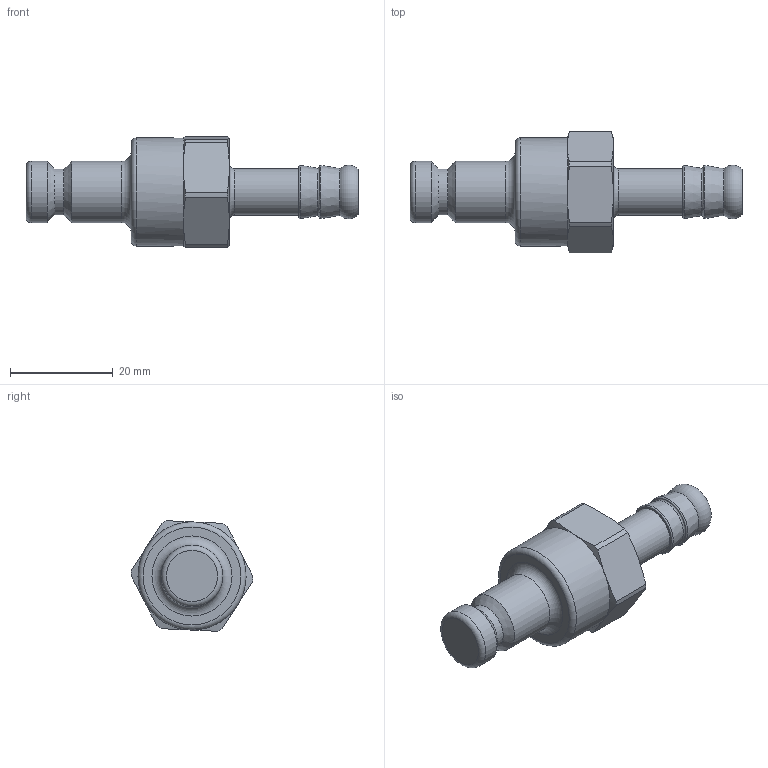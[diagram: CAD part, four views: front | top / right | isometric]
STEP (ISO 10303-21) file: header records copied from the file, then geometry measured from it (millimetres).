
FILE_DESCRIPTION((''),'2;1');
FILE_NAME('52sbtf09spn.stp','2014-11-24T07:55:36',('IA176480'),(''),'Autodesk Inventor 2013','Autodesk Inventor 2013','');
FILE_SCHEMA(('AUTOMOTIVE_DESIGN { 1 0 10303 214 1 1 1 1 }'));
Length unit declared in the file: millimetre
Products named in the file (1): D111715
Bounding box: 64.5 x 23.7 x 21.49 mm (x, y, z)
Volume: 10803.6 mm3; surface area: 3579.3 mm2
Topology: 1 solids, 2 shells, 50 faces, 105 edges, 62 vertices
Faces by surface type: cone 17, plane 13, cylinder 12, torus 8
Full cylindrical faces by diameter (mm): 8.9 x1, 9.1 x1, 11.95 x2, 17.461 x1, 21 x1
Entity records: 1279 total; most frequent: CARTESIAN_POINT 243, DIRECTION 210, ORIENTED_EDGE 168, AXIS2_PLACEMENT_3D 99, EDGE_CURVE 84, EDGE_LOOP 74, VERTEX_POINT 60, FACE_OUTER_BOUND 50
